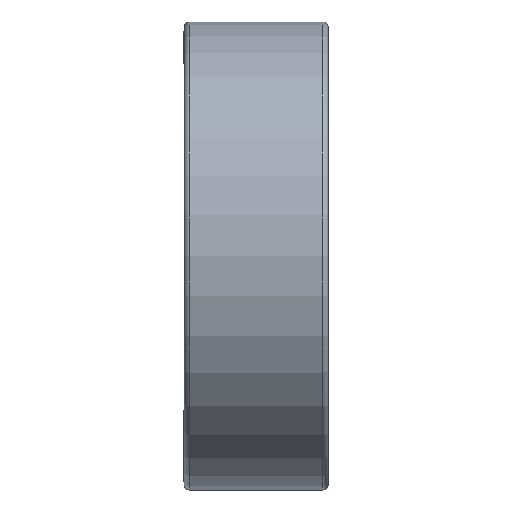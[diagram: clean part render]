
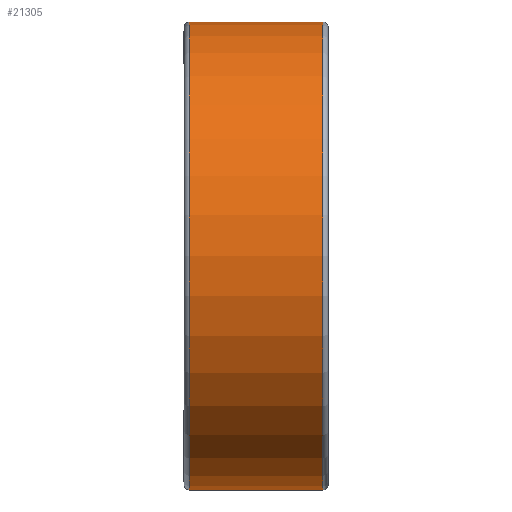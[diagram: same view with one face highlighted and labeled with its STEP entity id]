
A CAD part, top view. The second image highlights one B-rep face of the part: STEP entity #21305.
In plain terms, the highlighted cylindrical face has radius 13 mm (diameter 26 mm), a partial arc.
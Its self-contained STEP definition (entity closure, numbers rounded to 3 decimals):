
#10476=DIRECTION('',(-1.,0.,0.));
#10477=VECTOR('',#10476,7.4);
#10478=CARTESIAN_POINT('',(3.7,13.,0.));
#10479=LINE('',#10478,#10477);
#10483=DIRECTION('',(-1.,0.,0.));
#10484=VECTOR('',#10483,7.4);
#10485=CARTESIAN_POINT('',(3.7,-13.,0.));
#10486=LINE('',#10485,#10484);
#10498=CARTESIAN_POINT('',(3.7,0.,0.));
#10499=DIRECTION('',(1.,0.,0.));
#10500=DIRECTION('',(0.,1.,0.));
#10501=AXIS2_PLACEMENT_3D('',#10498,#10499,#10500);
#10506=CARTESIAN_POINT('',(-3.7,0.,0.));
#10507=DIRECTION('',(1.,0.,0.));
#10508=DIRECTION('',(0.,1.,0.));
#10509=AXIS2_PLACEMENT_3D('',#10506,#10507,#10508);
#17967=CARTESIAN_POINT('',(3.7,13.,0.));
#17968=CARTESIAN_POINT('',(-3.7,13.,0.));
#17969=VERTEX_POINT('',#17967);
#17970=VERTEX_POINT('',#17968);
#17979=CARTESIAN_POINT('',(3.7,-13.,0.));
#17980=CARTESIAN_POINT('',(-3.7,-13.,0.));
#17981=VERTEX_POINT('',#17979);
#17982=VERTEX_POINT('',#17980);
#21293=CARTESIAN_POINT('',(-4.4,0.,0.));
#21294=DIRECTION('',(1.,0.,0.));
#21295=DIRECTION('',(0.,-1.,0.));
#21296=AXIS2_PLACEMENT_3D('',#21293,#21294,#21295);
#21297=CYLINDRICAL_SURFACE('',#21296,13.);
#21298=ORIENTED_EDGE('',*,*,#21283,.F.);
#21299=ORIENTED_EDGE('',*,*,#21260,.T.);
#21300=ORIENTED_EDGE('',*,*,#21287,.T.);
#21302=ORIENTED_EDGE('',*,*,#21301,.F.);
#21303=EDGE_LOOP('',(#21298,#21299,#21300,#21302));
#21304=FACE_OUTER_BOUND('',#21303,.F.);
#10502=CIRCLE('',#10501,13.);
#10510=CIRCLE('',#10509,13.);
#21260=EDGE_CURVE('',#17969,#17981,#10502,.T.);
#21283=EDGE_CURVE('',#17969,#17970,#10479,.T.);
#21287=EDGE_CURVE('',#17981,#17982,#10486,.T.);
#21301=EDGE_CURVE('',#17970,#17982,#10510,.T.);
#21305=ADVANCED_FACE('',(#21304),#21297,.T.);
